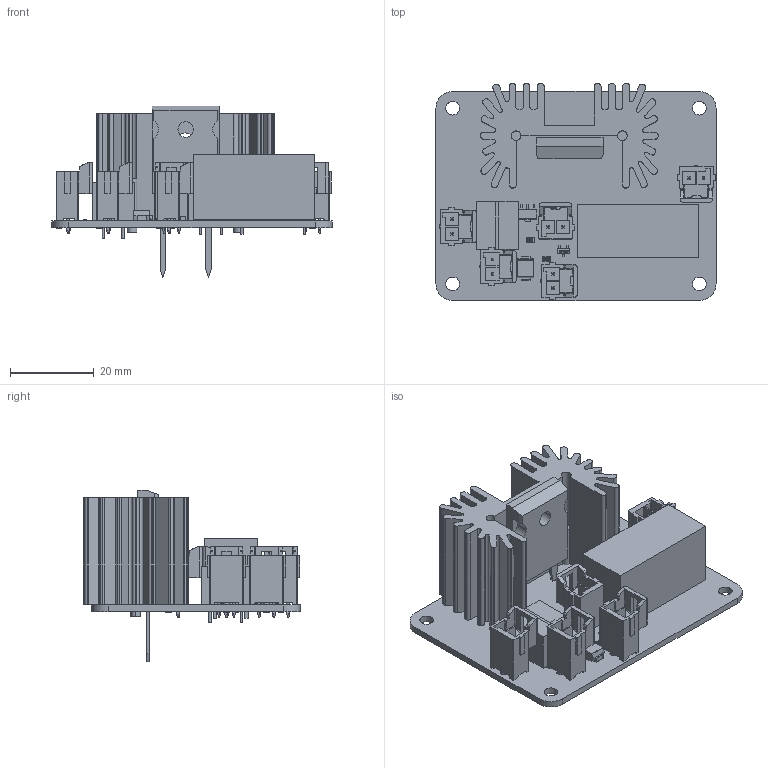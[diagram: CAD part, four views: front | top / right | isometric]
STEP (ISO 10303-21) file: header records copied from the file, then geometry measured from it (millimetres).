
FILE_DESCRIPTION(('FreeCAD Model'),'2;1');
FILE_NAME('AIL_Precharge_Schematics.step','2018-01-04T12:50:01',( 'kicad StepUp'),('ksu MCAD'),'Open CASCADE STEP processor 6.8', 'FreeCAD','Unknown');
FILE_SCHEMA(('AUTOMOTIVE_DESIGN_CC2 { 1 2 10303 214 -1 1 5 4 }'));
Length unit declared in the file: millimetre
Products named in the file (17): Pcb; Ultrafit-2_; Part_1_; SOT-23_; SOT-89_; Ultrafit-2_001; Part_1_001; User_Library-DIODE_SOD-923_; SMB_; Part_1_002; Ultrafit-2_002; Ultrafit-2_003; Ultrafit-2_004; res0805_; res0805_001; res0805_002; R_1k_HS_TO249_
Bounding box: 67 x 51.89 x 41.07 mm (x, y, z)
Volume: 26460.7 mm3; surface area: 24669.3 mm2
Topology: 18 solids, 18 shells, 1739 faces, 4738 edges, 3060 vertices
Faces by surface type: plane 1021, cylinder 519, bspline 127, sphere 48, torus 24
Full cylindrical faces by diameter (mm): 0.6 x4, 0.8 x2, 1.02 x10, 1.1 x4, 1.3 x8, 1.6 x5, 3.264 x4
Entity records: 65871 total; most frequent: CARTESIAN_POINT 15909, ORIENTED_EDGE 9400, DIRECTION 8478, EDGE_CURVE 4700, LINE 3284, VECTOR 3284, VERTEX_POINT 3060, AXIS2_PLACEMENT_3D 2597
